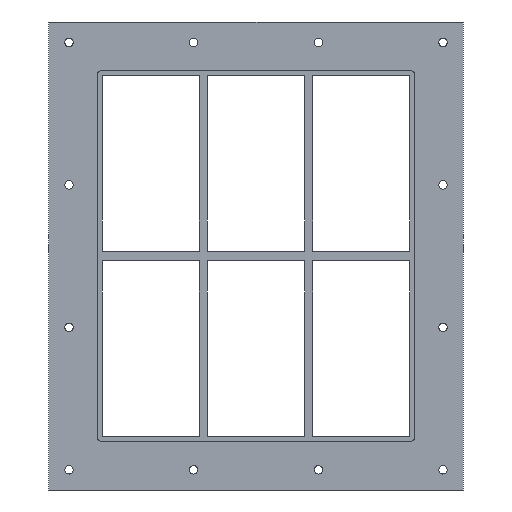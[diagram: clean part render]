
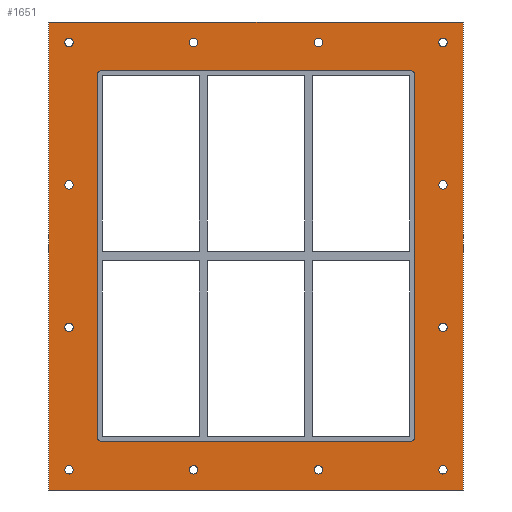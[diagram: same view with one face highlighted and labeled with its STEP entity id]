
A CAD part, front view. The second image highlights one B-rep face of the part: STEP entity #1651.
In plain terms, the highlighted planar face has unit normal (0, -1, 0).
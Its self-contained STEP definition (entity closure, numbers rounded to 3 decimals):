
#84=CARTESIAN_POINT('',(-226.5,0.0,-265.));
#85=VERTEX_POINT('',#84);
#86=CARTESIAN_POINT('',(-231.75,0.0,-265.));
#87=DIRECTION('',(0.0,1.0,0.0));
#88=DIRECTION('',(1.0,0.0,0.0));
#89=AXIS2_PLACEMENT_3D('',#86,#87,#88);
#90=CIRCLE('',#89,5.25);
#91=EDGE_CURVE('',#85,#85,#90,.T.);
#112=CARTESIAN_POINT('',(237.,0.0,-88.4));
#113=VERTEX_POINT('',#112);
#114=CARTESIAN_POINT('',(231.75,0.0,-88.4));
#115=DIRECTION('',(0.0,1.0,0.0));
#116=DIRECTION('',(1.0,0.0,0.0));
#117=AXIS2_PLACEMENT_3D('',#114,#115,#116);
#118=CIRCLE('',#117,5.25);
#119=EDGE_CURVE('',#113,#113,#118,.T.);
#140=CARTESIAN_POINT('',(-226.5,0.0,-88.4));
#141=VERTEX_POINT('',#140);
#142=CARTESIAN_POINT('',(-231.75,0.0,-88.4));
#143=DIRECTION('',(0.0,1.0,0.0));
#144=DIRECTION('',(1.0,0.0,0.0));
#145=AXIS2_PLACEMENT_3D('',#142,#143,#144);
#146=CIRCLE('',#145,5.25);
#147=EDGE_CURVE('',#141,#141,#146,.T.);
#168=CARTESIAN_POINT('',(237.,0.0,88.2));
#169=VERTEX_POINT('',#168);
#170=CARTESIAN_POINT('',(231.75,0.0,88.2));
#171=DIRECTION('',(0.0,1.0,0.0));
#172=DIRECTION('',(1.0,0.0,0.0));
#173=AXIS2_PLACEMENT_3D('',#170,#171,#172);
#174=CIRCLE('',#173,5.25);
#175=EDGE_CURVE('',#169,#169,#174,.T.);
#196=CARTESIAN_POINT('',(-226.5,0.0,88.2));
#197=VERTEX_POINT('',#196);
#198=CARTESIAN_POINT('',(-231.75,0.0,88.2));
#199=DIRECTION('',(0.0,1.0,0.0));
#200=DIRECTION('',(1.0,0.0,0.0));
#201=AXIS2_PLACEMENT_3D('',#198,#199,#200);
#202=CIRCLE('',#201,5.25);
#203=EDGE_CURVE('',#197,#197,#202,.T.);
#224=CARTESIAN_POINT('',(-72.,0.0,264.8));
#225=VERTEX_POINT('',#224);
#226=CARTESIAN_POINT('',(-77.25,0.0,264.8));
#227=DIRECTION('',(0.0,1.0,0.0));
#228=DIRECTION('',(1.0,0.0,0.0));
#229=AXIS2_PLACEMENT_3D('',#226,#227,#228);
#230=CIRCLE('',#229,5.25);
#231=EDGE_CURVE('',#225,#225,#230,.T.);
#252=CARTESIAN_POINT('',(-72.,0.0,-265.0));
#253=VERTEX_POINT('',#252);
#254=CARTESIAN_POINT('',(-77.25,0.0,-265.0));
#255=DIRECTION('',(0.0,1.0,0.0));
#256=DIRECTION('',(1.0,0.0,0.0));
#257=AXIS2_PLACEMENT_3D('',#254,#255,#256);
#258=CIRCLE('',#257,5.25);
#259=EDGE_CURVE('',#253,#253,#258,.T.);
#280=CARTESIAN_POINT('',(82.5,0.0,264.8));
#281=VERTEX_POINT('',#280);
#282=CARTESIAN_POINT('',(77.25,0.0,264.8));
#283=DIRECTION('',(0.0,1.0,0.0));
#284=DIRECTION('',(1.0,0.0,0.0));
#285=AXIS2_PLACEMENT_3D('',#282,#283,#284);
#286=CIRCLE('',#285,5.25);
#287=EDGE_CURVE('',#281,#281,#286,.T.);
#308=CARTESIAN_POINT('',(82.5,0.0,-265.0));
#309=VERTEX_POINT('',#308);
#310=CARTESIAN_POINT('',(77.25,0.0,-265.0));
#311=DIRECTION('',(0.0,1.0,0.0));
#312=DIRECTION('',(1.0,0.0,0.0));
#313=AXIS2_PLACEMENT_3D('',#310,#311,#312);
#314=CIRCLE('',#313,5.25);
#315=EDGE_CURVE('',#309,#309,#314,.T.);
#336=CARTESIAN_POINT('',(237.,0.0,-265.0));
#337=VERTEX_POINT('',#336);
#338=CARTESIAN_POINT('',(231.75,0.0,-265.0));
#339=DIRECTION('',(0.0,1.0,0.0));
#340=DIRECTION('',(1.0,0.0,0.0));
#341=AXIS2_PLACEMENT_3D('',#338,#339,#340);
#342=CIRCLE('',#341,5.25);
#343=EDGE_CURVE('',#337,#337,#342,.T.);
#364=CARTESIAN_POINT('',(-226.5,0.0,264.8));
#365=VERTEX_POINT('',#364);
#366=CARTESIAN_POINT('',(-231.75,0.0,264.8));
#367=DIRECTION('',(0.0,1.0,0.0));
#368=DIRECTION('',(1.0,0.0,0.0));
#369=AXIS2_PLACEMENT_3D('',#366,#367,#368);
#370=CIRCLE('',#369,5.25);
#371=EDGE_CURVE('',#365,#365,#370,.T.);
#392=CARTESIAN_POINT('',(237.,0.0,264.8));
#393=VERTEX_POINT('',#392);
#394=CARTESIAN_POINT('',(231.75,0.0,264.8));
#395=DIRECTION('',(0.0,1.0,0.0));
#396=DIRECTION('',(1.0,0.0,0.0));
#397=AXIS2_PLACEMENT_3D('',#394,#395,#396);
#398=CIRCLE('',#397,5.25);
#399=EDGE_CURVE('',#393,#393,#398,.T.);
#1506=CARTESIAN_POINT('',(0.,0.0,0.));
#1507=DIRECTION('',(0.0,1.0,0.0));
#1508=DIRECTION('',(0.0,0.0,1.0));
#1509=AXIS2_PLACEMENT_3D('',#1506,#1507,#1508);
#1510=PLANE('',#1509);
#1511=CARTESIAN_POINT('',(-256.75,0.0,290.));
#1512=VERTEX_POINT('',#1511);
#1513=CARTESIAN_POINT('',(256.75,0.0,290.));
#1514=VERTEX_POINT('',#1513);
#1515=CARTESIAN_POINT('',(-256.75,0.0,290.));
#1516=DIRECTION('',(1.0,0.0,0.0));
#1517=VECTOR('',#1516,513.5);
#1518=LINE('',#1515,#1517);
#1519=EDGE_CURVE('',#1512,#1514,#1518,.T.);
#1520=ORIENTED_EDGE('',*,*,#1519,.F.);
#1521=CARTESIAN_POINT('',(-256.75,0.0,-290.0));
#1522=VERTEX_POINT('',#1521);
#1523=CARTESIAN_POINT('',(-256.75,0.0,-290.0));
#1524=DIRECTION('',(0.0,0.0,1.0));
#1525=VECTOR('',#1524,580.);
#1526=LINE('',#1523,#1525);
#1527=EDGE_CURVE('',#1522,#1512,#1526,.T.);
#1528=ORIENTED_EDGE('',*,*,#1527,.F.);
#1529=CARTESIAN_POINT('',(256.75,0.0,-290.0));
#1530=VERTEX_POINT('',#1529);
#1531=CARTESIAN_POINT('',(256.75,0.0,-290.0));
#1532=DIRECTION('',(-1.0,0.0,0.0));
#1533=VECTOR('',#1532,513.5);
#1534=LINE('',#1531,#1533);
#1535=EDGE_CURVE('',#1530,#1522,#1534,.T.);
#1536=ORIENTED_EDGE('',*,*,#1535,.F.);
#1537=CARTESIAN_POINT('',(256.75,0.0,290.));
#1538=DIRECTION('',(0.0,0.0,-1.0));
#1539=VECTOR('',#1538,580.);
#1540=LINE('',#1537,#1539);
#1541=EDGE_CURVE('',#1514,#1530,#1540,.T.);
#1542=ORIENTED_EDGE('',*,*,#1541,.F.);
#1543=EDGE_LOOP('',(#1520,#1528,#1536,#1542));
#1544=FACE_OUTER_BOUND('',#1543,.T.);
#1545=ORIENTED_EDGE('',*,*,#91,.T.);
#1546=EDGE_LOOP('',(#1545));
#1547=FACE_BOUND('',#1546,.T.);
#1548=ORIENTED_EDGE('',*,*,#119,.T.);
#1549=EDGE_LOOP('',(#1548));
#1550=FACE_BOUND('',#1549,.T.);
#1551=ORIENTED_EDGE('',*,*,#147,.T.);
#1552=EDGE_LOOP('',(#1551));
#1553=FACE_BOUND('',#1552,.T.);
#1554=ORIENTED_EDGE('',*,*,#175,.T.);
#1555=EDGE_LOOP('',(#1554));
#1556=FACE_BOUND('',#1555,.T.);
#1557=ORIENTED_EDGE('',*,*,#203,.T.);
#1558=EDGE_LOOP('',(#1557));
#1559=FACE_BOUND('',#1558,.T.);
#1560=ORIENTED_EDGE('',*,*,#231,.T.);
#1561=EDGE_LOOP('',(#1560));
#1562=FACE_BOUND('',#1561,.T.);
#1563=ORIENTED_EDGE('',*,*,#259,.T.);
#1564=EDGE_LOOP('',(#1563));
#1565=FACE_BOUND('',#1564,.T.);
#1566=ORIENTED_EDGE('',*,*,#287,.T.);
#1567=EDGE_LOOP('',(#1566));
#1568=FACE_BOUND('',#1567,.T.);
#1569=ORIENTED_EDGE('',*,*,#315,.T.);
#1570=EDGE_LOOP('',(#1569));
#1571=FACE_BOUND('',#1570,.T.);
#1572=ORIENTED_EDGE('',*,*,#343,.T.);
#1573=EDGE_LOOP('',(#1572));
#1574=FACE_BOUND('',#1573,.T.);
#1575=ORIENTED_EDGE('',*,*,#371,.T.);
#1576=EDGE_LOOP('',(#1575));
#1577=FACE_BOUND('',#1576,.T.);
#1578=ORIENTED_EDGE('',*,*,#399,.T.);
#1579=EDGE_LOOP('',(#1578));
#1580=FACE_BOUND('',#1579,.T.);
#1581=CARTESIAN_POINT('',(-196.75,0.0,-224.0));
#1582=VERTEX_POINT('',#1581);
#1583=CARTESIAN_POINT('',(-190.75,0.0,-230.0));
#1584=VERTEX_POINT('',#1583);
#1585=CARTESIAN_POINT('',(-190.75,0.0,-224.0));
#1586=DIRECTION('',(0.0,-1.0,0.0));
#1587=DIRECTION('',(-0.707,0.0,-0.707));
#1588=AXIS2_PLACEMENT_3D('',#1585,#1586,#1587);
#1589=CIRCLE('',#1588,6.);
#1590=EDGE_CURVE('',#1582,#1584,#1589,.T.);
#1591=ORIENTED_EDGE('',*,*,#1590,.F.);
#1592=CARTESIAN_POINT('',(-196.75,0.0,224.));
#1593=VERTEX_POINT('',#1592);
#1594=CARTESIAN_POINT('',(-196.75,0.0,224.));
#1595=DIRECTION('',(0.0,0.0,-1.0));
#1596=VECTOR('',#1595,448.);
#1597=LINE('',#1594,#1596);
#1598=EDGE_CURVE('',#1593,#1582,#1597,.T.);
#1599=ORIENTED_EDGE('',*,*,#1598,.F.);
#1600=CARTESIAN_POINT('',(-190.75,0.0,230.));
#1601=VERTEX_POINT('',#1600);
#1602=CARTESIAN_POINT('',(-190.75,0.0,224.));
#1603=DIRECTION('',(0.0,-1.0,0.0));
#1604=DIRECTION('',(-0.707,0.0,0.707));
#1605=AXIS2_PLACEMENT_3D('',#1602,#1603,#1604);
#1606=CIRCLE('',#1605,6.);
#1607=EDGE_CURVE('',#1601,#1593,#1606,.T.);
#1608=ORIENTED_EDGE('',*,*,#1607,.F.);
#1609=CARTESIAN_POINT('',(190.75,0.0,230.));
#1610=VERTEX_POINT('',#1609);
#1611=CARTESIAN_POINT('',(190.75,0.0,230.));
#1612=DIRECTION('',(-1.0,0.0,0.0));
#1613=VECTOR('',#1612,381.5);
#1614=LINE('',#1611,#1613);
#1615=EDGE_CURVE('',#1610,#1601,#1614,.T.);
#1616=ORIENTED_EDGE('',*,*,#1615,.F.);
#1617=CARTESIAN_POINT('',(196.75,0.0,224.));
#1618=VERTEX_POINT('',#1617);
#1619=CARTESIAN_POINT('',(190.75,0.0,224.));
#1620=DIRECTION('',(0.0,-1.0,0.0));
#1621=DIRECTION('',(0.707,0.0,0.707));
#1622=AXIS2_PLACEMENT_3D('',#1619,#1620,#1621);
#1623=CIRCLE('',#1622,6.);
#1624=EDGE_CURVE('',#1618,#1610,#1623,.T.);
#1625=ORIENTED_EDGE('',*,*,#1624,.F.);
#1626=CARTESIAN_POINT('',(196.75,0.0,-224.0));
#1627=VERTEX_POINT('',#1626);
#1628=CARTESIAN_POINT('',(196.75,0.0,-224.0));
#1629=DIRECTION('',(0.0,0.0,1.0));
#1630=VECTOR('',#1629,448.);
#1631=LINE('',#1628,#1630);
#1632=EDGE_CURVE('',#1627,#1618,#1631,.T.);
#1633=ORIENTED_EDGE('',*,*,#1632,.F.);
#1634=CARTESIAN_POINT('',(190.75,0.0,-230.0));
#1635=VERTEX_POINT('',#1634);
#1636=CARTESIAN_POINT('',(190.75,0.0,-224.0));
#1637=DIRECTION('',(0.0,-1.0,0.0));
#1638=DIRECTION('',(0.707,0.0,-0.707));
#1639=AXIS2_PLACEMENT_3D('',#1636,#1637,#1638);
#1640=CIRCLE('',#1639,6.);
#1641=EDGE_CURVE('',#1635,#1627,#1640,.T.);
#1642=ORIENTED_EDGE('',*,*,#1641,.F.);
#1643=CARTESIAN_POINT('',(-190.75,0.0,-230.0));
#1644=DIRECTION('',(1.0,0.0,0.0));
#1645=VECTOR('',#1644,381.5);
#1646=LINE('',#1643,#1645);
#1647=EDGE_CURVE('',#1584,#1635,#1646,.T.);
#1648=ORIENTED_EDGE('',*,*,#1647,.F.);
#1649=EDGE_LOOP('',(#1591,#1599,#1608,#1616,#1625,#1633,#1642,#1648));
#1650=FACE_BOUND('',#1649,.T.);
#1651=ADVANCED_FACE('',(#1544,#1547,#1550,#1553,#1556,#1559,#1562,#1565,#1568,#1571,#1574,#1577,#1580,#1650),#1510,.F.);
